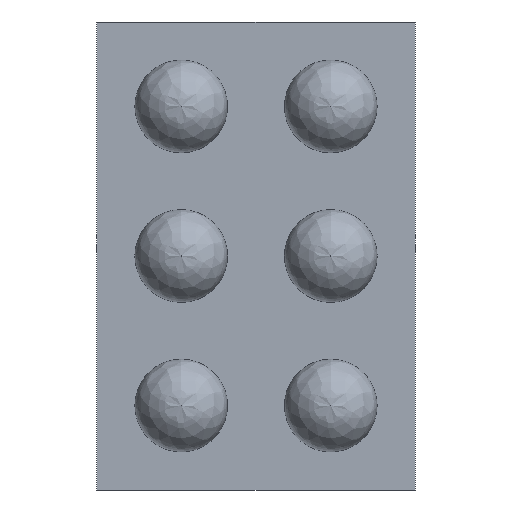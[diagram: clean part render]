
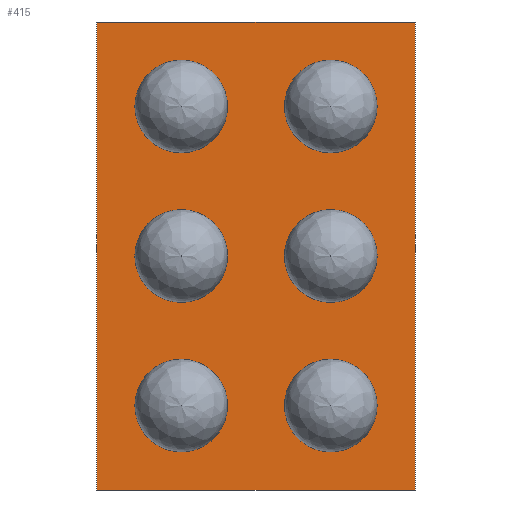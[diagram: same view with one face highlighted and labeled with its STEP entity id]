
A CAD part, front view. The second image highlights one B-rep face of the part: STEP entity #415.
In plain terms, the highlighted planar face has unit normal (0, -1, 0).
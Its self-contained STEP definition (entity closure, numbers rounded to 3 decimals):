
#37=LINE('',#686,#57);
#41=LINE('',#694,#61);
#44=LINE('',#700,#64);
#47=LINE('',#705,#67);
#57=VECTOR('',#540,10.);
#61=VECTOR('',#546,10.);
#64=VECTOR('',#551,10.);
#67=VECTOR('',#556,10.);
#91=FACE_OUTER_BOUND('',#127,.T.);
#127=EDGE_LOOP('',(#305,#306,#307,#308));
#191=VERTEX_POINT('',#684);
#192=VERTEX_POINT('',#685);
#195=VERTEX_POINT('',#693);
#197=VERTEX_POINT('',#699);
#228=EDGE_CURVE('',#191,#192,#37,.T.);
#232=EDGE_CURVE('',#192,#195,#41,.T.);
#235=EDGE_CURVE('',#195,#197,#44,.T.);
#238=EDGE_CURVE('',#197,#191,#47,.T.);
#305=ORIENTED_EDGE('',*,*,#238,.T.);
#306=ORIENTED_EDGE('',*,*,#228,.T.);
#307=ORIENTED_EDGE('',*,*,#232,.T.);
#308=ORIENTED_EDGE('',*,*,#235,.T.);
#393=PLANE('',#473);
#415=ADVANCED_FACE('',(#91),#393,.F.);
#473=AXIS2_PLACEMENT_3D('',#708,#560,#561);
#540=DIRECTION('',(0.,0.,-1.));
#546=DIRECTION('',(1.,0.,0.));
#551=DIRECTION('',(0.,0.,1.));
#556=DIRECTION('',(-1.,0.,0.));
#560=DIRECTION('center_axis',(0.,1.,0.));
#561=DIRECTION('ref_axis',(1.,0.,0.));
#684=CARTESIAN_POINT('',(-0.373,0.,0.548));
#685=CARTESIAN_POINT('',(-0.373,0.,-0.548));
#686=CARTESIAN_POINT('',(-0.373,0.,0.548));
#693=CARTESIAN_POINT('',(0.373,0.,-0.548));
#694=CARTESIAN_POINT('',(-0.373,0.,-0.548));
#699=CARTESIAN_POINT('',(0.373,0.,0.548));
#700=CARTESIAN_POINT('',(0.373,0.,-0.548));
#705=CARTESIAN_POINT('',(0.373,0.,0.548));
#708=CARTESIAN_POINT('Origin',(0.,0.,0.));
